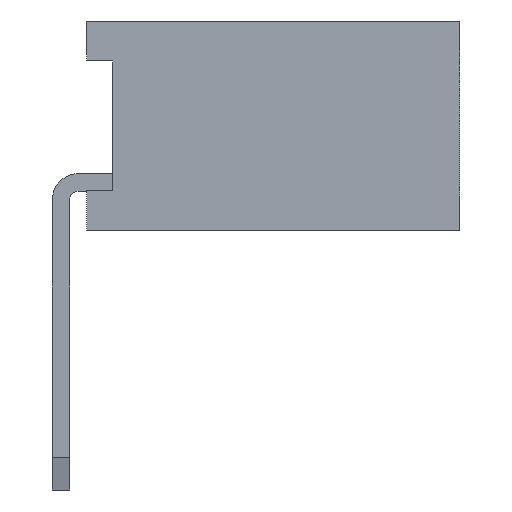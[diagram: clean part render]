
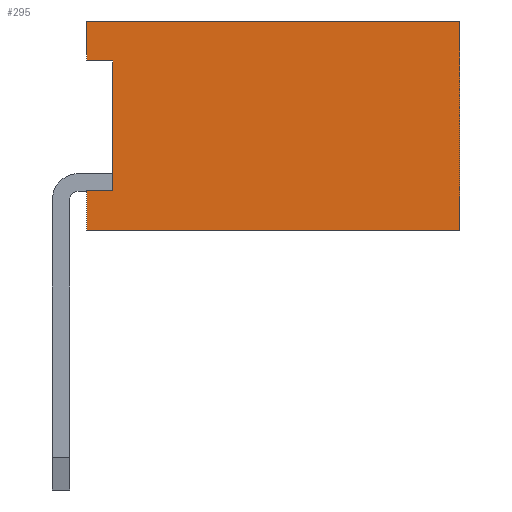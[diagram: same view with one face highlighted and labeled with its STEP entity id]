
A CAD part, left-side view. The second image highlights one B-rep face of the part: STEP entity #295.
In plain terms, the highlighted planar face has unit normal (-1, 0, 0).
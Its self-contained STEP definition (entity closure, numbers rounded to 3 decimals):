
#295=ADVANCED_FACE('',(#10314),#10316,.T.);
#10314=FACE_BOUND('',#10315,.T.);
#10315=EDGE_LOOP('',(#18299,#18300,#18301,#18302,#18303,#18304,#18305,#18306));
#10316=PLANE('',#10317);
#10317=AXIS2_PLACEMENT_3D('',#10318,#10319,#10320);
#10318=CARTESIAN_POINT('',(-1.,-4.6,0.));
#10319=DIRECTION('',(-1.,0.,0.));
#10320=DIRECTION('',(0.,0.,1.));
#18299=ORIENTED_EDGE('',*,*,#24273,.T.);
#18300=ORIENTED_EDGE('',*,*,#24353,.T.);
#18301=ORIENTED_EDGE('',*,*,#24198,.T.);
#18302=ORIENTED_EDGE('',*,*,#24352,.F.);
#18303=ORIENTED_EDGE('',*,*,#24354,.F.);
#18304=ORIENTED_EDGE('',*,*,#24355,.T.);
#18305=ORIENTED_EDGE('',*,*,#24356,.T.);
#18306=ORIENTED_EDGE('',*,*,#24347,.F.);
#24198=EDGE_CURVE('',#27233,#27230,#27234,.F.);
#24273=EDGE_CURVE('',#27383,#27381,#27384,.F.);
#24347=EDGE_CURVE('',#27383,#27524,#27525,.T.);
#24352=EDGE_CURVE('',#27531,#27230,#27533,.T.);
#24353=EDGE_CURVE('',#27381,#27233,#27534,.T.);
#24354=EDGE_CURVE('',#27535,#27531,#27536,.T.);
#24355=EDGE_CURVE('',#27535,#27537,#27538,.T.);
#24356=EDGE_CURVE('',#27537,#27524,#27539,.T.);
#27230=VERTEX_POINT('',#32217);
#27233=VERTEX_POINT('',#32222);
#27234=LINE('',#32223,#32224);
#27381=VERTEX_POINT('',#32518);
#27383=VERTEX_POINT('',#32522);
#27384=LINE('',#32523,#32524);
#27524=VERTEX_POINT('',#32811);
#27525=LINE('',#32812,#32813);
#27531=VERTEX_POINT('',#32826);
#27533=LINE('',#32830,#32831);
#27534=LINE('',#32833,#32834);
#27535=VERTEX_POINT('',#32836);
#27536=LINE('',#32837,#32838);
#27537=VERTEX_POINT('',#32840);
#27538=LINE('',#32841,#32842);
#27539=LINE('',#32844,#32845);
#32217=CARTESIAN_POINT('',(-1.,-0.3,0.45));
#32222=CARTESIAN_POINT('',(-1.,-0.6,0.45));
#32223=CARTESIAN_POINT('',(-1.,-0.3,0.45));
#32224=VECTOR('',#32225,1.);
#32225=DIRECTION('',(0.,-1.,0.));
#32518=CARTESIAN_POINT('',(-1.,-0.6,1.95));
#32522=CARTESIAN_POINT('',(-1.,-0.3,1.95));
#32523=CARTESIAN_POINT('',(-1.,-0.6,1.95));
#32524=VECTOR('',#32525,1.);
#32525=DIRECTION('',(0.,1.,0.));
#32811=CARTESIAN_POINT('',(-1.,-0.3,2.4));
#32812=CARTESIAN_POINT('',(-1.,-0.3,1.95));
#32813=VECTOR('',#32814,1.);
#32814=DIRECTION('',(0.,0.,1.));
#32826=CARTESIAN_POINT('',(-1.,-0.3,0.));
#32830=CARTESIAN_POINT('',(-1.,-0.3,0.));
#32831=VECTOR('',#32832,1.);
#32832=DIRECTION('',(0.,0.,1.));
#32833=CARTESIAN_POINT('',(-1.,-0.6,1.95));
#32834=VECTOR('',#32835,1.);
#32835=DIRECTION('',(0.,0.,-1.));
#32836=CARTESIAN_POINT('',(-1.,-4.6,0.));
#32837=CARTESIAN_POINT('',(-1.,-4.6,0.));
#32838=VECTOR('',#32839,1.);
#32839=DIRECTION('',(0.,1.,0.));
#32840=CARTESIAN_POINT('',(-1.,-4.6,2.4));
#32841=CARTESIAN_POINT('',(-1.,-4.6,0.));
#32842=VECTOR('',#32843,1.);
#32843=DIRECTION('',(0.,0.,1.));
#32844=CARTESIAN_POINT('',(-1.,-4.6,2.4));
#32845=VECTOR('',#32846,1.);
#32846=DIRECTION('',(0.,1.,0.));
